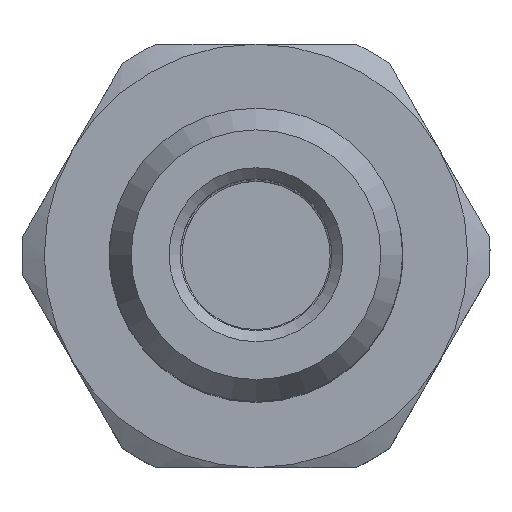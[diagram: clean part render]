
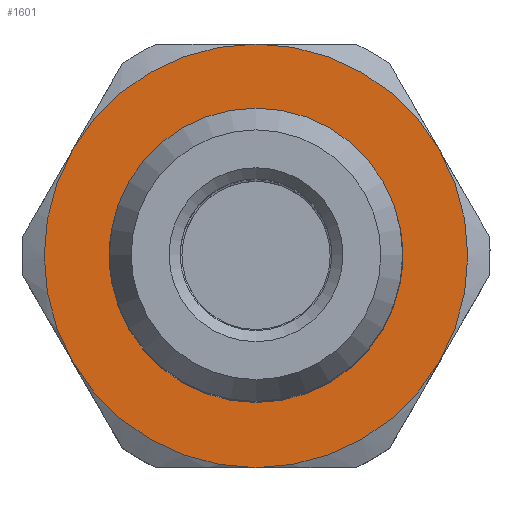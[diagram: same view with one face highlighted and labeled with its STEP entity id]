
A CAD part, top view. The second image highlights one B-rep face of the part: STEP entity #1601.
In plain terms, the highlighted planar face has unit normal (0, 0, 1).
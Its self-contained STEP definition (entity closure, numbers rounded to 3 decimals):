
#114=PLANE('',#1725);
#397=ORIENTED_EDGE('',*,*,#621,.T.);
#398=ORIENTED_EDGE('',*,*,#569,.T.);
#399=ORIENTED_EDGE('',*,*,#567,.T.);
#400=ORIENTED_EDGE('',*,*,#563,.T.);
#401=ORIENTED_EDGE('',*,*,#559,.T.);
#402=ORIENTED_EDGE('',*,*,#575,.T.);
#403=ORIENTED_EDGE('',*,*,#577,.T.);
#559=EDGE_CURVE('',#691,#694,#775,.T.);
#563=EDGE_CURVE('',#695,#691,#777,.T.);
#567=EDGE_CURVE('',#698,#695,#779,.T.);
#569=EDGE_CURVE('',#702,#698,#780,.T.);
#575=EDGE_CURVE('',#694,#706,#783,.T.);
#577=EDGE_CURVE('',#706,#702,#784,.T.);
#621=EDGE_CURVE('',#731,#731,#800,.T.);
#691=VERTEX_POINT('',#2921);
#694=VERTEX_POINT('',#2948);
#695=VERTEX_POINT('',#2978);
#698=VERTEX_POINT('',#3030);
#702=VERTEX_POINT('',#3088);
#706=VERTEX_POINT('',#3168);
#731=VERTEX_POINT('',#3922);
#775=CIRCLE('',#1678,9.5);
#777=CIRCLE('',#1681,9.5);
#779=CIRCLE('',#1684,9.5);
#780=CIRCLE('',#1686,9.5);
#783=CIRCLE('',#1690,9.5);
#784=CIRCLE('',#1692,9.5);
#800=CIRCLE('',#1726,6.579);
#870=EDGE_LOOP('',(#397));
#871=EDGE_LOOP('',(#398,#399,#400,#401,#402,#403));
#969=FACE_BOUND('',#870,.T.);
#970=FACE_BOUND('',#871,.T.);
#1601=ADVANCED_FACE('',(#969,#970),#114,.F.);
#1678=AXIS2_PLACEMENT_3D('',#2949,#1862,#1863);
#1681=AXIS2_PLACEMENT_3D('',#3005,#1868,#1869);
#1684=AXIS2_PLACEMENT_3D('',#3061,#1874,#1875);
#1686=AXIS2_PLACEMENT_3D('',#3087,#1878,#1879);
#1690=AXIS2_PLACEMENT_3D('',#3169,#1886,#1887);
#1692=AXIS2_PLACEMENT_3D('',#3195,#1890,#1891);
#1725=AXIS2_PLACEMENT_3D('',#3920,#1968,#1969);
#1726=AXIS2_PLACEMENT_3D('',#3921,#1970,#1971);
#1862=DIRECTION('',(0.,0.,1.));
#1863=DIRECTION('',(1.,0.,0.));
#1868=DIRECTION('',(0.,0.,1.));
#1869=DIRECTION('',(1.,0.,0.));
#1874=DIRECTION('',(0.,0.,1.));
#1875=DIRECTION('',(1.,0.,0.));
#1878=DIRECTION('',(0.,0.,1.));
#1879=DIRECTION('',(1.,0.,0.));
#1886=DIRECTION('',(0.,0.,1.));
#1887=DIRECTION('',(1.,0.,0.));
#1890=DIRECTION('',(0.,0.,1.));
#1891=DIRECTION('',(1.,0.,0.));
#1968=DIRECTION('',(0.,0.,-1.));
#1969=DIRECTION('',(-1.,0.,0.));
#1970=DIRECTION('',(0.,0.,-1.));
#1971=DIRECTION('',(0.,1.,0.));
#2921=CARTESIAN_POINT('',(8.227,-4.75,7.));
#2948=CARTESIAN_POINT('',(8.227,4.75,7.));
#2949=CARTESIAN_POINT('',(0.,0.,7.));
#2978=CARTESIAN_POINT('',(0.,-9.5,7.));
#3005=CARTESIAN_POINT('',(0.,0.,7.));
#3030=CARTESIAN_POINT('',(-8.227,-4.75,7.));
#3061=CARTESIAN_POINT('',(0.,0.,7.));
#3087=CARTESIAN_POINT('',(0.,0.,7.));
#3088=CARTESIAN_POINT('',(-8.227,4.75,7.));
#3168=CARTESIAN_POINT('',(0.,9.5,7.));
#3169=CARTESIAN_POINT('',(0.,0.,7.));
#3195=CARTESIAN_POINT('',(0.,0.,7.));
#3920=CARTESIAN_POINT('',(0.,0.,7.));
#3921=CARTESIAN_POINT('',(0.,0.,7.));
#3922=CARTESIAN_POINT('',(0.,6.579,7.));
